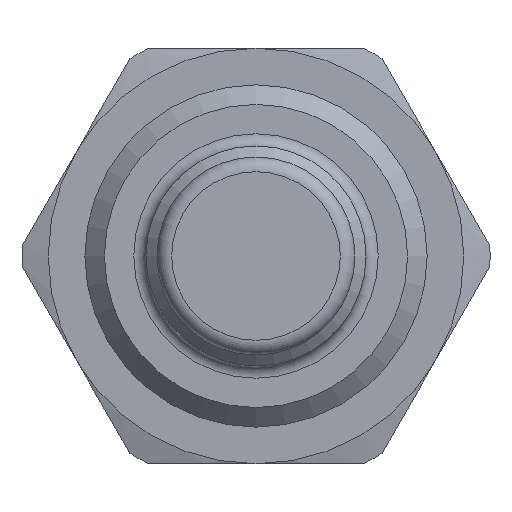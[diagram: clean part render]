
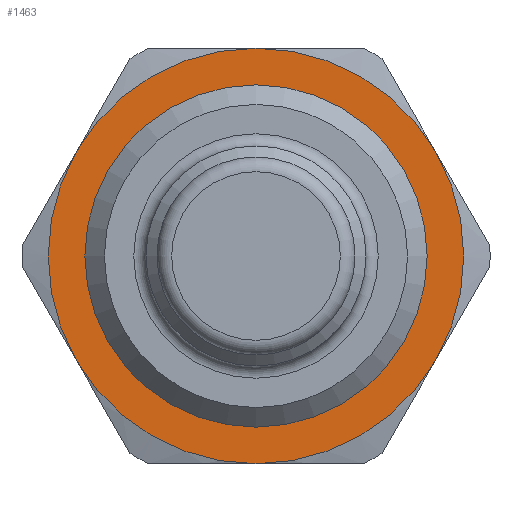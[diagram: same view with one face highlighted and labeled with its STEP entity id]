
A CAD part, left-side view. The second image highlights one B-rep face of the part: STEP entity #1463.
In plain terms, the highlighted face is planar.
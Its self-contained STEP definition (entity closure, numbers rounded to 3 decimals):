
#531=CARTESIAN_POINT('',(17.55,7.361,4.25));
#532=VERTEX_POINT('',#531);
#615=CARTESIAN_POINT('',(17.55,7.361,-4.25));
#616=VERTEX_POINT('',#615);
#699=CARTESIAN_POINT('',(17.55,0.,-8.5));
#700=VERTEX_POINT('',#699);
#783=CARTESIAN_POINT('',(17.55,-7.361,-4.25));
#784=VERTEX_POINT('',#783);
#867=CARTESIAN_POINT('',(17.55,-7.361,4.25));
#868=VERTEX_POINT('',#867);
#927=CARTESIAN_POINT('',(17.55,0.,8.5));
#928=VERTEX_POINT('',#927);
#929=CARTESIAN_POINT('',(17.55,0.,0.0));
#930=DIRECTION('',(1.0,0.0,0.0));
#931=DIRECTION('',(0.0,1.0,0.0));
#932=AXIS2_PLACEMENT_3D('',#929,#930,#931);
#933=CIRCLE('',#932,8.5);
#934=EDGE_CURVE('',#928,#868,#933,.T.);
#967=CARTESIAN_POINT('',(17.55,0.,0.0));
#968=DIRECTION('',(1.0,0.0,0.0));
#969=DIRECTION('',(0.0,1.0,0.0));
#970=AXIS2_PLACEMENT_3D('',#967,#968,#969);
#971=CIRCLE('',#970,8.5);
#972=EDGE_CURVE('',#868,#784,#971,.T.);
#991=CARTESIAN_POINT('',(17.55,0.,0.0));
#992=DIRECTION('',(1.0,0.0,0.0));
#993=DIRECTION('',(0.0,1.0,0.0));
#994=AXIS2_PLACEMENT_3D('',#991,#992,#993);
#995=CIRCLE('',#994,8.5);
#996=EDGE_CURVE('',#784,#700,#995,.T.);
#1015=CARTESIAN_POINT('',(17.55,0.,0.0));
#1016=DIRECTION('',(1.0,0.0,0.0));
#1017=DIRECTION('',(0.0,1.0,0.0));
#1018=AXIS2_PLACEMENT_3D('',#1015,#1016,#1017);
#1019=CIRCLE('',#1018,8.5);
#1020=EDGE_CURVE('',#700,#616,#1019,.T.);
#1061=CARTESIAN_POINT('',(17.55,0.,0.0));
#1062=DIRECTION('',(1.0,0.0,0.0));
#1063=DIRECTION('',(0.0,1.0,0.0));
#1064=AXIS2_PLACEMENT_3D('',#1061,#1062,#1063);
#1065=CIRCLE('',#1064,8.5);
#1066=EDGE_CURVE('',#532,#928,#1065,.T.);
#1077=CARTESIAN_POINT('',(17.55,0.,0.0));
#1078=DIRECTION('',(1.0,0.0,0.0));
#1079=DIRECTION('',(0.0,1.0,0.0));
#1080=AXIS2_PLACEMENT_3D('',#1077,#1078,#1079);
#1081=CIRCLE('',#1080,8.5);
#1082=EDGE_CURVE('',#616,#532,#1081,.T.);
#1439=CARTESIAN_POINT('',(17.55,7.75,0.0));
#1440=DIRECTION('',(1.0,0.0,0.0));
#1441=DIRECTION('',(0.0,0.0,-1.0));
#1442=AXIS2_PLACEMENT_3D('',#1439,#1440,#1441);
#1443=PLANE('',#1442);
#1444=ORIENTED_EDGE('',*,*,#934,.T.);
#1445=ORIENTED_EDGE('',*,*,#972,.T.);
#1446=ORIENTED_EDGE('',*,*,#996,.T.);
#1447=ORIENTED_EDGE('',*,*,#1020,.T.);
#1448=ORIENTED_EDGE('',*,*,#1082,.T.);
#1449=ORIENTED_EDGE('',*,*,#1066,.T.);
#1450=EDGE_LOOP('',(#1444,#1445,#1446,#1447,#1448,#1449));
#1451=FACE_OUTER_BOUND('',#1450,.T.);
#1452=CARTESIAN_POINT('',(17.55,7.0,0.0));
#1453=VERTEX_POINT('',#1452);
#1454=CARTESIAN_POINT('',(17.55,0.,0.0));
#1455=DIRECTION('',(1.0,0.0,0.0));
#1456=DIRECTION('',(0.0,1.0,0.0));
#1457=AXIS2_PLACEMENT_3D('',#1454,#1455,#1456);
#1458=CIRCLE('',#1457,7.0);
#1459=EDGE_CURVE('',#1453,#1453,#1458,.T.);
#1460=ORIENTED_EDGE('',*,*,#1459,.F.);
#1461=EDGE_LOOP('',(#1460));
#1462=FACE_BOUND('',#1461,.T.);
#1463=ADVANCED_FACE('',(#1451,#1462),#1443,.T.);
